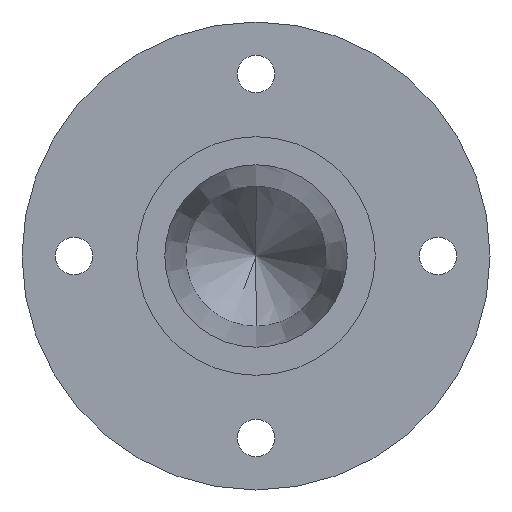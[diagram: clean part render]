
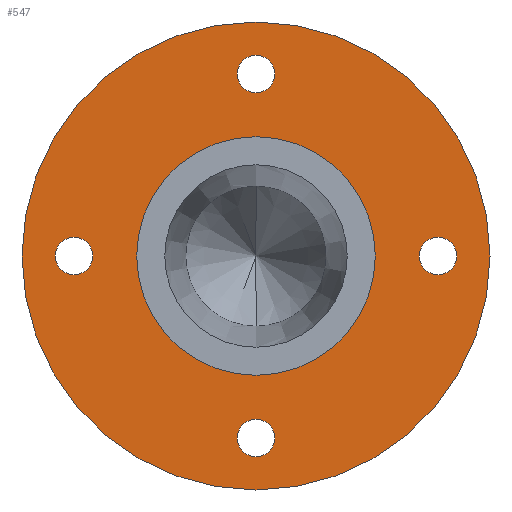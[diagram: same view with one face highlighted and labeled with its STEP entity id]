
A CAD part, left-side view. The second image highlights one B-rep face of the part: STEP entity #547.
In plain terms, the highlighted planar face has unit normal (-1, 0, 0).
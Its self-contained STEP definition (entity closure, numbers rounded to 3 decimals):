
#2 = CIRCLE ( 'NONE', #8, 2. ) ;
#3 = DIRECTION ( 'NONE',  ( 0., 0., 1. ) ) ;
#6 = DIRECTION ( 'NONE',  ( 0., 0., 1. ) ) ;
#8 = AXIS2_PLACEMENT_3D ( 'NONE', #153, #437, #631 ) ;
#11 = CARTESIAN_POINT ( 'NONE',  ( 0., 0., -12.75 ) ) ;
#14 = CARTESIAN_POINT ( 'NONE',  ( 0., 0., 0. ) ) ;
#22 = CARTESIAN_POINT ( 'NONE',  ( 0., 0., -19.44 ) ) ;
#25 = ORIENTED_EDGE ( 'NONE', *, *, #359, .F. ) ;
#26 = EDGE_CURVE ( 'NONE', #621, #497, #358, .T. ) ;
#27 = CIRCLE ( 'NONE', #423, 2. ) ;
#33 = CARTESIAN_POINT ( 'NONE',  ( 0., 0., -17.44 ) ) ;
#46 = DIRECTION ( 'NONE',  ( 0., 0., 1. ) ) ;
#50 = EDGE_LOOP ( 'NONE', ( #155, #537 ) ) ;
#58 = EDGE_LOOP ( 'NONE', ( #425, #477 ) ) ;
#60 = DIRECTION ( 'NONE',  ( 0., 0., 1. ) ) ;
#68 = DIRECTION ( 'NONE',  ( 0., 0., 1. ) ) ;
#69 = DIRECTION ( 'NONE',  ( 0., 0., 1. ) ) ;
#71 = EDGE_CURVE ( 'NONE', #340, #162, #107, .T. ) ;
#74 = FACE_BOUND ( 'NONE', #345, .T. ) ;
#85 = DIRECTION ( 'NONE',  ( 0., 0., 1. ) ) ;
#95 = DIRECTION ( 'NONE',  ( 0., 0., 1. ) ) ;
#100 = CARTESIAN_POINT ( 'NONE',  ( 0., 0., 0. ) ) ;
#103 = EDGE_LOOP ( 'NONE', ( #273, #25 ) ) ;
#105 = CARTESIAN_POINT ( 'NONE',  ( 0., 0., 19.44 ) ) ;
#107 = CIRCLE ( 'NONE', #432, 2. ) ;
#109 = CARTESIAN_POINT ( 'NONE',  ( 0., -19.44, 0. ) ) ;
#111 = VERTEX_POINT ( 'NONE', #11 ) ;
#121 = AXIS2_PLACEMENT_3D ( 'NONE', #196, #242, #95 ) ;
#122 = CARTESIAN_POINT ( 'NONE',  ( 0., -19.44, 2. ) ) ;
#133 = AXIS2_PLACEMENT_3D ( 'NONE', #407, #403, #85 ) ;
#136 = EDGE_CURVE ( 'NONE', #279, #470, #248, .T. ) ;
#138 = ORIENTED_EDGE ( 'NONE', *, *, #183, .F. ) ;
#141 = CARTESIAN_POINT ( 'NONE',  ( 0., 19.44, 2. ) ) ;
#153 = CARTESIAN_POINT ( 'NONE',  ( 0., 0., -19.44 ) ) ;
#155 = ORIENTED_EDGE ( 'NONE', *, *, #517, .F. ) ;
#156 = DIRECTION ( 'NONE',  ( 0., 0., 1. ) ) ;
#157 = CIRCLE ( 'NONE', #121, 2. ) ;
#159 = CARTESIAN_POINT ( 'NONE',  ( 0., 25., 0. ) ) ;
#162 = VERTEX_POINT ( 'NONE', #122 ) ;
#173 = AXIS2_PLACEMENT_3D ( 'NONE', #260, #641, #3 ) ;
#183 = EDGE_CURVE ( 'NONE', #111, #355, #573, .T. ) ;
#196 = CARTESIAN_POINT ( 'NONE',  ( 0., 19.44, 0. ) ) ;
#211 = VERTEX_POINT ( 'NONE', #490 ) ;
#223 = EDGE_CURVE ( 'NONE', #162, #340, #27, .T. ) ;
#226 = EDGE_LOOP ( 'NONE', ( #479, #526 ) ) ;
#228 = CIRCLE ( 'NONE', #665, 2. ) ;
#242 = DIRECTION ( 'NONE',  ( -1., 0., 0. ) ) ;
#246 = CARTESIAN_POINT ( 'NONE',  ( 0., 0., 17.44 ) ) ;
#248 = CIRCLE ( 'NONE', #312, 2. ) ;
#251 = AXIS2_PLACEMENT_3D ( 'NONE', #14, #433, #660 ) ;
#254 = PLANE ( 'NONE',  #687 ) ;
#256 = CARTESIAN_POINT ( 'NONE',  ( 0., 0., 21.44 ) ) ;
#257 = CARTESIAN_POINT ( 'NONE',  ( 0., 0., 0. ) ) ;
#260 = CARTESIAN_POINT ( 'NONE',  ( 0., 0., 0. ) ) ;
#273 = ORIENTED_EDGE ( 'NONE', *, *, #389, .F. ) ;
#279 = VERTEX_POINT ( 'NONE', #246 ) ;
#284 = EDGE_CURVE ( 'NONE', #355, #111, #436, .T. ) ;
#287 = CIRCLE ( 'NONE', #133, 2. ) ;
#303 = CARTESIAN_POINT ( 'NONE',  ( 0., -19.44, -2. ) ) ;
#307 = CARTESIAN_POINT ( 'NONE',  ( 0., 0., 12.75 ) ) ;
#312 = AXIS2_PLACEMENT_3D ( 'NONE', #541, #548, #68 ) ;
#314 = DIRECTION ( 'NONE',  ( -1., 0., 0. ) ) ;
#321 = VERTEX_POINT ( 'NONE', #33 ) ;
#323 = CARTESIAN_POINT ( 'NONE',  ( 0., 0., -25. ) ) ;
#340 = VERTEX_POINT ( 'NONE', #303 ) ;
#345 = EDGE_LOOP ( 'NONE', ( #356, #138 ) ) ;
#352 = FACE_BOUND ( 'NONE', #504, .T. ) ;
#355 = VERTEX_POINT ( 'NONE', #307 ) ;
#356 = ORIENTED_EDGE ( 'NONE', *, *, #284, .F. ) ;
#358 = CIRCLE ( 'NONE', #173, 25. ) ;
#359 = EDGE_CURVE ( 'NONE', #211, #400, #157, .T. ) ;
#363 = DIRECTION ( 'NONE',  ( -1., 0., 0. ) ) ;
#389 = EDGE_CURVE ( 'NONE', #400, #211, #287, .T. ) ;
#394 = DIRECTION ( 'NONE',  ( -1., 0., 0. ) ) ;
#397 = CIRCLE ( 'NONE', #677, 2. ) ;
#400 = VERTEX_POINT ( 'NONE', #141 ) ;
#403 = DIRECTION ( 'NONE',  ( -1., 0., 0. ) ) ;
#407 = CARTESIAN_POINT ( 'NONE',  ( 0., 19.44, 0. ) ) ;
#411 = FACE_BOUND ( 'NONE', #50, .T. ) ;
#416 = DIRECTION ( 'NONE',  ( 0., 0., 1. ) ) ;
#423 = AXIS2_PLACEMENT_3D ( 'NONE', #495, #599, #60 ) ;
#425 = ORIENTED_EDGE ( 'NONE', *, *, #223, .F. ) ;
#432 = AXIS2_PLACEMENT_3D ( 'NONE', #109, #314, #6 ) ;
#433 = DIRECTION ( 'NONE',  ( -1., 0., 0. ) ) ;
#436 = CIRCLE ( 'NONE', #596, 12.75 ) ;
#437 = DIRECTION ( 'NONE',  ( -1., 0., 0. ) ) ;
#470 = VERTEX_POINT ( 'NONE', #256 ) ;
#471 = DIRECTION ( 'NONE',  ( 0., 0., -1. ) ) ;
#476 = CARTESIAN_POINT ( 'NONE',  ( 0., 0., -21.44 ) ) ;
#477 = ORIENTED_EDGE ( 'NONE', *, *, #71, .F. ) ;
#479 = ORIENTED_EDGE ( 'NONE', *, *, #26, .T. ) ;
#490 = CARTESIAN_POINT ( 'NONE',  ( 0., 19.44, -2. ) ) ;
#492 = FACE_BOUND ( 'NONE', #58, .T. ) ;
#495 = CARTESIAN_POINT ( 'NONE',  ( 0., -19.44, 0. ) ) ;
#497 = VERTEX_POINT ( 'NONE', #323 ) ;
#500 = EDGE_CURVE ( 'NONE', #321, #528, #2, .T. ) ;
#504 = EDGE_LOOP ( 'NONE', ( #536, #668 ) ) ;
#517 = EDGE_CURVE ( 'NONE', #470, #279, #228, .T. ) ;
#526 = ORIENTED_EDGE ( 'NONE', *, *, #565, .T. ) ;
#528 = VERTEX_POINT ( 'NONE', #476 ) ;
#532 = DIRECTION ( 'NONE',  ( 1., 0., 0. ) ) ;
#536 = ORIENTED_EDGE ( 'NONE', *, *, #500, .F. ) ;
#537 = ORIENTED_EDGE ( 'NONE', *, *, #136, .F. ) ;
#539 = AXIS2_PLACEMENT_3D ( 'NONE', #257, #638, #46 ) ;
#541 = CARTESIAN_POINT ( 'NONE',  ( 0., 0., 19.44 ) ) ;
#547 = ADVANCED_FACE ( 'NONE', ( #632, #411, #352, #74, #685, #492 ), #254, .F. ) ;
#548 = DIRECTION ( 'NONE',  ( -1., 0., 0. ) ) ;
#562 = CIRCLE ( 'NONE', #539, 25. ) ;
#565 = EDGE_CURVE ( 'NONE', #497, #621, #562, .T. ) ;
#573 = CIRCLE ( 'NONE', #251, 12.75 ) ;
#577 = DIRECTION ( 'NONE',  ( -1., 0., 0. ) ) ;
#592 = EDGE_CURVE ( 'NONE', #528, #321, #397, .T. ) ;
#596 = AXIS2_PLACEMENT_3D ( 'NONE', #100, #577, #156 ) ;
#599 = DIRECTION ( 'NONE',  ( -1., 0., 0. ) ) ;
#616 = CARTESIAN_POINT ( 'NONE',  ( 0., 0., 25. ) ) ;
#621 = VERTEX_POINT ( 'NONE', #616 ) ;
#631 = DIRECTION ( 'NONE',  ( 0., 0., 1. ) ) ;
#632 = FACE_BOUND ( 'NONE', #103, .T. ) ;
#638 = DIRECTION ( 'NONE',  ( -1., 0., 0. ) ) ;
#641 = DIRECTION ( 'NONE',  ( -1., 0., 0. ) ) ;
#660 = DIRECTION ( 'NONE',  ( 0., 0., 1. ) ) ;
#665 = AXIS2_PLACEMENT_3D ( 'NONE', #105, #363, #416 ) ;
#668 = ORIENTED_EDGE ( 'NONE', *, *, #592, .F. ) ;
#677 = AXIS2_PLACEMENT_3D ( 'NONE', #22, #394, #69 ) ;
#685 = FACE_OUTER_BOUND ( 'NONE', #226, .T. ) ;
#687 = AXIS2_PLACEMENT_3D ( 'NONE', #159, #532, #471 ) ;
